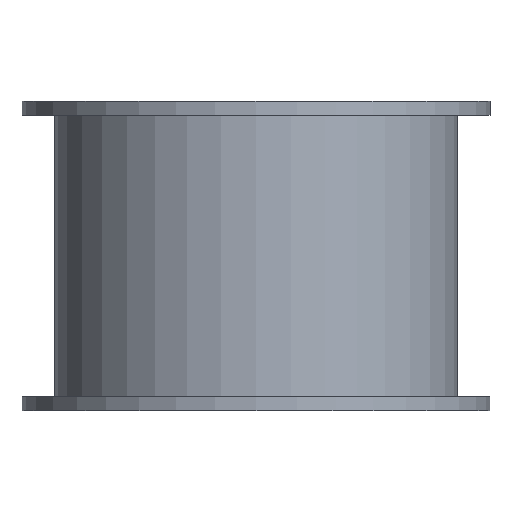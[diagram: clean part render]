
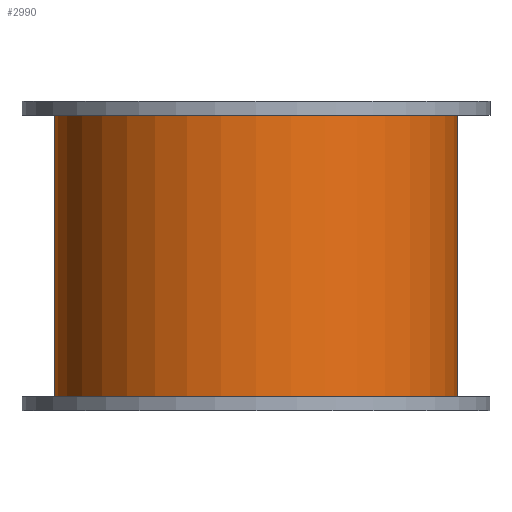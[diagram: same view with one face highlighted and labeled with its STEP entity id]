
A CAD part, front view. The second image highlights one B-rep face of the part: STEP entity #2990.
In plain terms, the highlighted cylindrical face has radius 21.475 mm (diameter 42.95 mm), a full revolution.
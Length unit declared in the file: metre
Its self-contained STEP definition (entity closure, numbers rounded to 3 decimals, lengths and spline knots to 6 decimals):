
#39=CYLINDRICAL_SURFACE('',#3222,0.021475);
#592=ORIENTED_EDGE('',*,*,#1368,.F.);
#593=ORIENTED_EDGE('',*,*,#1369,.F.);
#1368=EDGE_CURVE('',#1756,#1756,#2008,.T.);
#1369=EDGE_CURVE('',#1757,#1757,#2009,.T.);
#1756=VERTEX_POINT('',#4618);
#1757=VERTEX_POINT('',#4620);
#2008=CIRCLE('',#3223,0.021475);
#2009=CIRCLE('',#3224,0.021475);
#2186=EDGE_LOOP('',(#592));
#2187=EDGE_LOOP('',(#593));
#2586=FACE_BOUND('',#2186,.T.);
#2587=FACE_BOUND('',#2187,.T.);
#2990=ADVANCED_FACE('',(#2586,#2587),#39,.T.);
#3222=AXIS2_PLACEMENT_3D('',#4616,#3649,#3650);
#3223=AXIS2_PLACEMENT_3D('',#4617,#3651,#3652);
#3224=AXIS2_PLACEMENT_3D('',#4619,#3653,#3654);
#3649=DIRECTION('',(0.,0.,1.));
#3650=DIRECTION('',(1.,0.,0.));
#3651=DIRECTION('',(0.,0.,1.));
#3652=DIRECTION('',(1.,0.,0.));
#3653=DIRECTION('',(0.,0.,-1.));
#3654=DIRECTION('',(-1.,0.,0.));
#4616=CARTESIAN_POINT('',(0.,0.001,-0.258718));
#4617=CARTESIAN_POINT('',(0.,0.001,-0.0014));
#4618=CARTESIAN_POINT('',(0.021475,0.001,-0.0014));
#4619=CARTESIAN_POINT('',(0.,0.001,-0.0315));
#4620=CARTESIAN_POINT('',(-0.021475,0.001,-0.0315));
